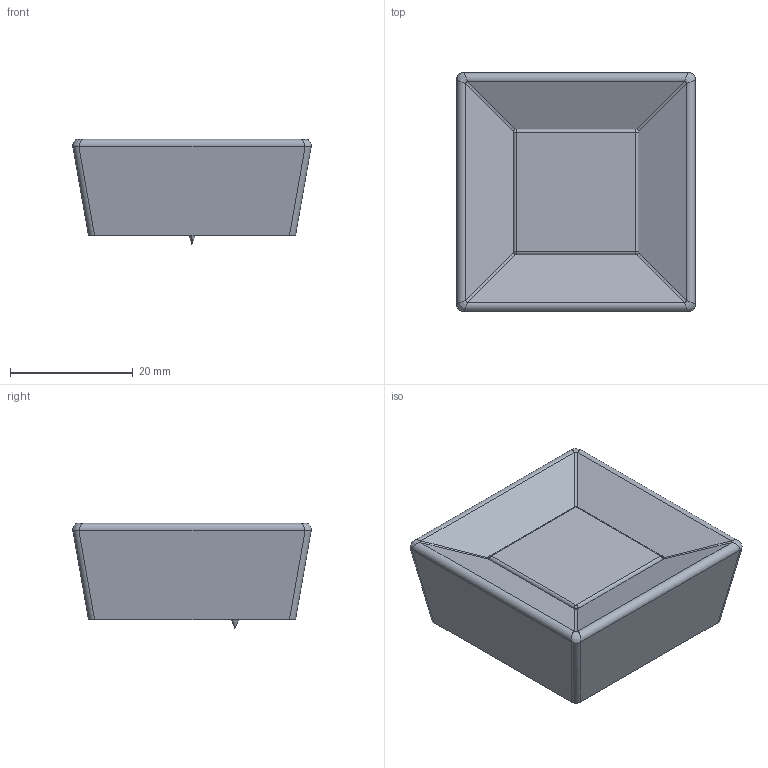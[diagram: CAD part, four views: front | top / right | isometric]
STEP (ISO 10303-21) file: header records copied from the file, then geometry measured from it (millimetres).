
FILE_DESCRIPTION(('Creo Elements/Direct Modeling STEP Export'),'2;1');
FILE_NAME('2100-39.stp','2024-09-23T11:13:30',(''),(''),'Creo Elements/Direct Modeling STEP processor for AP214 (Solid Model)','Creo Elements/Direct Modeling 20.0 12-Nov-2016 (C) Parametric Technology GmbH','');
FILE_SCHEMA(('AUTOMOTIVE_DESIGN { 1 0 10303 214 1 1 1 1 }'));
Length unit declared in the file: millimetre
Products named in the file (3): Einlage.1; Knopf.1.1; Knopf
Assembly tree (2 placements, depth 2):
  Knopf
    Knopf.1.1
    Einlage.1
Bounding box: 38.89 x 38.89 x 17.2 mm (x, y, z)
Volume: 7630.5 mm3; surface area: 8319.8 mm2
Topology: 2 solids, 2 shells, 144 faces, 403 edges, 256 vertices
Faces by surface type: plane 94, cylinder 32, cone 10, bspline 4, sphere 4
Entity records: 5093 total; most frequent: CARTESIAN_POINT 1478, ORIENTED_EDGE 794, DIRECTION 676, EDGE_CURVE 397, VERTEX_POINT 256, VECTOR 242, LINE 242, AXIS2_PLACEMENT_3D 217
